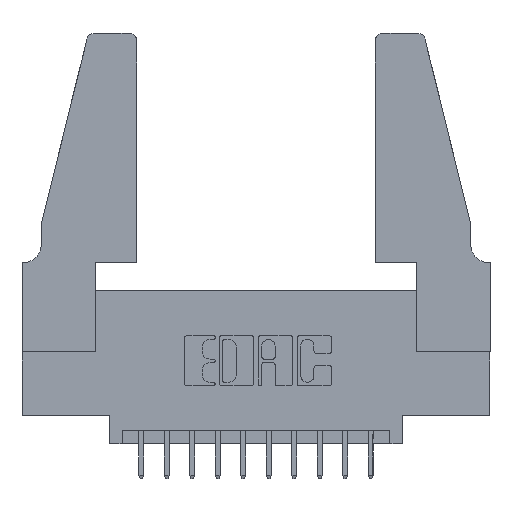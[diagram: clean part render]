
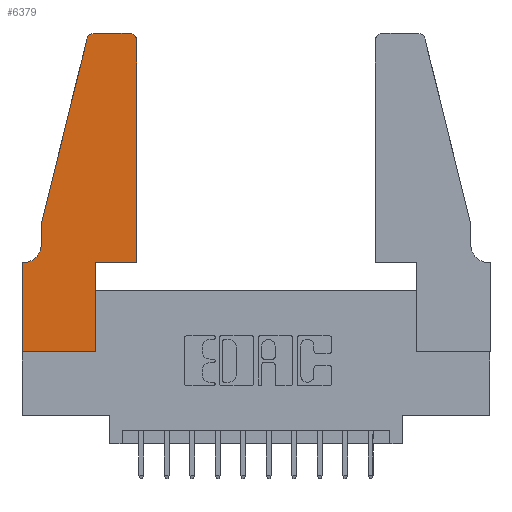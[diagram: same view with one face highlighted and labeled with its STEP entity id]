
A CAD part, top view. The second image highlights one B-rep face of the part: STEP entity #6379.
In plain terms, the highlighted planar face has unit normal (0, 0, 1).
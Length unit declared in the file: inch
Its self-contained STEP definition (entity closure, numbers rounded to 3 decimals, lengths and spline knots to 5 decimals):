
#6 = VECTOR ( 'NONE', #203, 39.37008 ) ;
#64 = VERTEX_POINT ( 'NONE', #12211 ) ;
#130 = ORIENTED_EDGE ( 'NONE', *, *, #5892, .T. ) ;
#203 = DIRECTION ( 'NONE',  ( 1., 0., 0. ) ) ;
#226 = LINE ( 'NONE', #9049, #7791 ) ;
#251 = DIRECTION ( 'NONE',  ( -1., 0., 0. ) ) ;
#1018 = CARTESIAN_POINT ( 'NONE',  ( 0., 0., 0.37 ) ) ;
#1033 = CARTESIAN_POINT ( 'NONE',  ( 0.4205, 1.22, 0.37 ) ) ;
#1225 = ORIENTED_EDGE ( 'NONE', *, *, #3606, .T. ) ;
#1384 = LINE ( 'NONE', #9256, #6 ) ;
#1412 = EDGE_CURVE ( 'NONE', #12859, #8218, #4129, .T. ) ;
#1435 = CARTESIAN_POINT ( 'NONE',  ( 0.0755, 0.42, 0.37 ) ) ;
#1754 = VERTEX_POINT ( 'NONE', #5438 ) ;
#1771 = CARTESIAN_POINT ( 'NONE',  ( 0.4505, 0.35, 0.37 ) ) ;
#1907 = LINE ( 'NONE', #1981, #11246 ) ;
#1981 = CARTESIAN_POINT ( 'NONE',  ( 0.2865, 0.35, 0.37 ) ) ;
#2250 = DIRECTION ( 'NONE',  ( 1., 0., 0. ) ) ;
#2390 = VERTEX_POINT ( 'NONE', #8461 ) ;
#2413 = VERTEX_POINT ( 'NONE', #10740 ) ;
#2452 = EDGE_LOOP ( 'NONE', ( #8571, #2882, #6696, #6921, #11789, #7346, #9600, #7411, #1225, #7539, #12965, #130 ) ) ;
#2882 = ORIENTED_EDGE ( 'NONE', *, *, #11423, .T. ) ;
#3470 = CARTESIAN_POINT ( 'NONE',  ( 0.0755, 0.35, 0.37 ) ) ;
#3499 = DIRECTION ( 'NONE',  ( 0., -1., 0. ) ) ;
#3520 = AXIS2_PLACEMENT_3D ( 'NONE', #12049, #5339, #13305 ) ;
#3606 = EDGE_CURVE ( 'NONE', #10367, #2390, #1907, .T. ) ;
#4079 = CARTESIAN_POINT ( 'NONE',  ( 0.284, 1.22, 0.37 ) ) ;
#4090 = EDGE_CURVE ( 'NONE', #11573, #5622, #4906, .T. ) ;
#4129 = LINE ( 'NONE', #8620, #10277 ) ;
#4175 = DIRECTION ( 'NONE',  ( -1., 0., 0. ) ) ;
#4387 = LINE ( 'NONE', #1018, #11493 ) ;
#4595 = EDGE_CURVE ( 'NONE', #5146, #10367, #4387, .T. ) ;
#4612 = LINE ( 'NONE', #13602, #11084 ) ;
#4649 = CIRCLE ( 'NONE', #12181, 0.03 ) ;
#4732 = LINE ( 'NONE', #3470, #10970 ) ;
#4906 = CIRCLE ( 'NONE', #6072, 0.07 ) ;
#4961 = CARTESIAN_POINT ( 'NONE',  ( 0.284, 1.25, 0.37 ) ) ;
#5146 = VERTEX_POINT ( 'NONE', #9302 ) ;
#5339 = DIRECTION ( 'NONE',  ( 0., 0., 1. ) ) ;
#5438 = CARTESIAN_POINT ( 'NONE',  ( 0.0755, 0.5, 0.37 ) ) ;
#5541 = VERTEX_POINT ( 'NONE', #11417 ) ;
#5622 = VERTEX_POINT ( 'NONE', #13560 ) ;
#5892 = EDGE_CURVE ( 'NONE', #64, #12859, #8929, .T. ) ;
#6072 = AXIS2_PLACEMENT_3D ( 'NONE', #13093, #10884, #4175 ) ;
#6094 = DIRECTION ( 'NONE',  ( 0., 1., 0. ) ) ;
#6282 = DIRECTION ( 'NONE',  ( 1., 0., 0. ) ) ;
#6379 = ADVANCED_FACE ( 'NONE', ( #10872 ), #9842, .T. ) ;
#6381 = DIRECTION ( 'NONE',  ( 0., 1., 0. ) ) ;
#6696 = ORIENTED_EDGE ( 'NONE', *, *, #10891, .T. ) ;
#6921 = ORIENTED_EDGE ( 'NONE', *, *, #7667, .T. ) ;
#7204 = LINE ( 'NONE', #13021, #9579 ) ;
#7346 = ORIENTED_EDGE ( 'NONE', *, *, #10263, .T. ) ;
#7411 = ORIENTED_EDGE ( 'NONE', *, *, #4595, .T. ) ;
#7527 = AXIS2_PLACEMENT_3D ( 'NONE', #1033, #7656, #7807 ) ;
#7539 = ORIENTED_EDGE ( 'NONE', *, *, #7615, .T. ) ;
#7615 = EDGE_CURVE ( 'NONE', #2390, #12387, #1384, .T. ) ;
#7656 = DIRECTION ( 'NONE',  ( 0., 0., 1. ) ) ;
#7667 = EDGE_CURVE ( 'NONE', #1754, #11573, #4612, .T. ) ;
#7791 = VECTOR ( 'NONE', #13546, 39.37008 ) ;
#7807 = DIRECTION ( 'NONE',  ( 1., 0., 0. ) ) ;
#7904 = CARTESIAN_POINT ( 'NONE',  ( 0.2865, 0., 0.37 ) ) ;
#8218 = VERTEX_POINT ( 'NONE', #4961 ) ;
#8461 = CARTESIAN_POINT ( 'NONE',  ( 0.2865, 0.35, 0.37 ) ) ;
#8571 = ORIENTED_EDGE ( 'NONE', *, *, #1412, .T. ) ;
#8620 = CARTESIAN_POINT ( 'NONE',  ( 0.2605, 1.25, 0.37 ) ) ;
#8639 = EDGE_CURVE ( 'NONE', #5541, #5146, #226, .T. ) ;
#8929 = CIRCLE ( 'NONE', #7527, 0.03 ) ;
#9049 = CARTESIAN_POINT ( 'NONE',  ( 0., 0., 0.37 ) ) ;
#9256 = CARTESIAN_POINT ( 'NONE',  ( 0.4505, 0.35, 0.37 ) ) ;
#9302 = CARTESIAN_POINT ( 'NONE',  ( 0., 0., 0.37 ) ) ;
#9579 = VECTOR ( 'NONE', #13082, 39.37008 ) ;
#9600 = ORIENTED_EDGE ( 'NONE', *, *, #8639, .T. ) ;
#9842 = PLANE ( 'NONE',  #3520 ) ;
#10164 = CARTESIAN_POINT ( 'NONE',  ( 0.4505, 0.35, 0.37 ) ) ;
#10263 = EDGE_CURVE ( 'NONE', #5622, #5541, #4732, .T. ) ;
#10277 = VECTOR ( 'NONE', #11810, 39.37008 ) ;
#10367 = VERTEX_POINT ( 'NONE', #7904 ) ;
#10740 = CARTESIAN_POINT ( 'NONE',  ( 0.25487, 1.22718, 0.37 ) ) ;
#10810 = EDGE_CURVE ( 'NONE', #12387, #64, #11839, .T. ) ;
#10872 = FACE_OUTER_BOUND ( 'NONE', #2452, .T. ) ;
#10884 = DIRECTION ( 'NONE',  ( 0., 0., -1. ) ) ;
#10891 = EDGE_CURVE ( 'NONE', #2413, #1754, #7204, .T. ) ;
#10970 = VECTOR ( 'NONE', #251, 39.37008 ) ;
#11084 = VECTOR ( 'NONE', #3499, 39.37008 ) ;
#11135 = CARTESIAN_POINT ( 'NONE',  ( 0.4205, 1.25, 0.37 ) ) ;
#11246 = VECTOR ( 'NONE', #6381, 39.37008 ) ;
#11417 = CARTESIAN_POINT ( 'NONE',  ( 0., 0.35, 0.37 ) ) ;
#11423 = EDGE_CURVE ( 'NONE', #8218, #2413, #4649, .T. ) ;
#11493 = VECTOR ( 'NONE', #2250, 39.37008 ) ;
#11573 = VERTEX_POINT ( 'NONE', #1435 ) ;
#11745 = DIRECTION ( 'NONE',  ( 0., 0., 1. ) ) ;
#11789 = ORIENTED_EDGE ( 'NONE', *, *, #4090, .T. ) ;
#11810 = DIRECTION ( 'NONE',  ( -1., 0., 0. ) ) ;
#11839 = LINE ( 'NONE', #1771, #11922 ) ;
#11922 = VECTOR ( 'NONE', #6094, 39.37008 ) ;
#12049 = CARTESIAN_POINT ( 'NONE',  ( 0., 0.35, 0.37 ) ) ;
#12181 = AXIS2_PLACEMENT_3D ( 'NONE', #4079, #11745, #6282 ) ;
#12211 = CARTESIAN_POINT ( 'NONE',  ( 0.4505, 1.22, 0.37 ) ) ;
#12387 = VERTEX_POINT ( 'NONE', #10164 ) ;
#12859 = VERTEX_POINT ( 'NONE', #11135 ) ;
#12965 = ORIENTED_EDGE ( 'NONE', *, *, #10810, .T. ) ;
#13021 = CARTESIAN_POINT ( 'NONE',  ( 0.0755, 0.5, 0.37 ) ) ;
#13082 = DIRECTION ( 'NONE',  ( -0.239, -0.971, 0. ) ) ;
#13093 = CARTESIAN_POINT ( 'NONE',  ( 0.0055, 0.42, 0.37 ) ) ;
#13305 = DIRECTION ( 'NONE',  ( 1., 0., 0. ) ) ;
#13546 = DIRECTION ( 'NONE',  ( 0., -1., 0. ) ) ;
#13560 = CARTESIAN_POINT ( 'NONE',  ( 0.0055, 0.35, 0.37 ) ) ;
#13602 = CARTESIAN_POINT ( 'NONE',  ( 0.0755, 0.5, 0.37 ) ) ;
